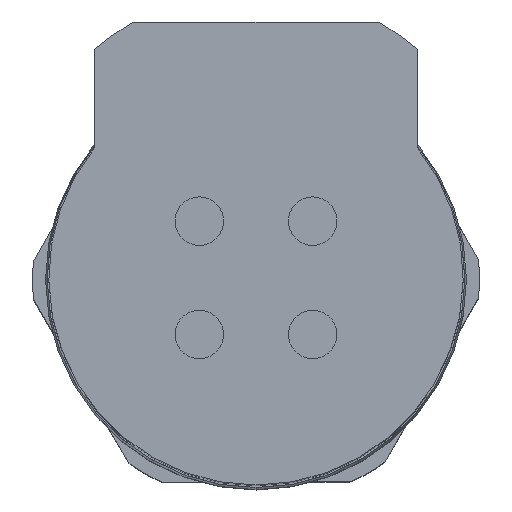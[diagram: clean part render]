
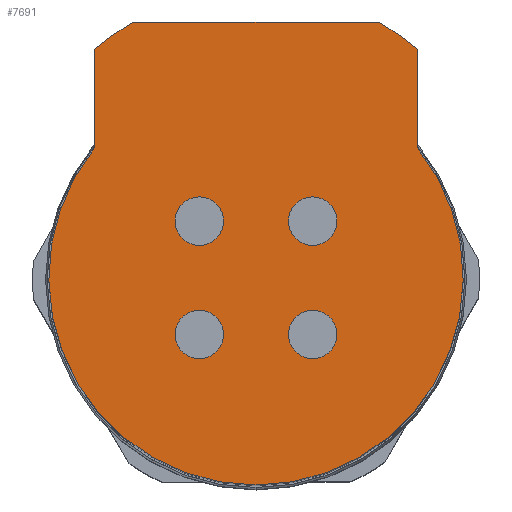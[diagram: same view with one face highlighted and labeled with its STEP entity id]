
A CAD part, top view. The second image highlights one B-rep face of the part: STEP entity #7691.
In plain terms, the highlighted planar face has unit normal (0, 0, 1).
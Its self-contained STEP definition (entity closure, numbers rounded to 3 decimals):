
#23=CARTESIAN_POINT('',(0.,0.,4.6));
#24=DIRECTION('',(0.,0.,1.));
#25=DIRECTION('',(-0.779,0.627,0.));
#26=AXIS2_PLACEMENT_3D('',#23,#24,#25);
#2834=DIRECTION('',(0.,-1.,0.));
#2835=VECTOR('',#2834,6.08);
#2836=CARTESIAN_POINT('',(-9.975,14.101,4.6));
#2837=LINE('',#2836,#2835);
#2838=CARTESIAN_POINT('',(0.,2.5,4.6));
#2839=DIRECTION('',(0.,0.,1.));
#2840=DIRECTION('',(-0.494,0.869,0.));
#2841=AXIS2_PLACEMENT_3D('',#2838,#2839,#2840);
#2843=DIRECTION('',(-1.,0.,0.));
#2844=VECTOR('',#2843,15.126);
#2845=CARTESIAN_POINT('',(7.563,15.8,4.6));
#2846=LINE('',#2845,#2844);
#2847=CARTESIAN_POINT('',(0.,2.5,4.6));
#2848=DIRECTION('',(0.,0.,1.));
#2849=DIRECTION('',(0.652,0.758,0.));
#2850=AXIS2_PLACEMENT_3D('',#2847,#2848,#2849);
#2852=DIRECTION('',(0.,1.,0.));
#2853=VECTOR('',#2852,6.08);
#2854=CARTESIAN_POINT('',(9.975,8.021,4.6));
#2855=LINE('',#2854,#2853);
#2856=CARTESIAN_POINT('',(-3.5,3.5,4.6));
#2857=DIRECTION('',(0.,0.,1.));
#2858=DIRECTION('',(1.,0.,0.));
#2859=AXIS2_PLACEMENT_3D('',#2856,#2857,#2858);
#2861=CARTESIAN_POINT('',(-3.5,3.5,4.6));
#2862=DIRECTION('',(0.,0.,1.));
#2863=DIRECTION('',(-1.,0.,0.));
#2864=AXIS2_PLACEMENT_3D('',#2861,#2862,#2863);
#2866=CARTESIAN_POINT('',(3.5,3.5,4.6));
#2867=DIRECTION('',(0.,0.,1.));
#2868=DIRECTION('',(1.,0.,0.));
#2869=AXIS2_PLACEMENT_3D('',#2866,#2867,#2868);
#2871=CARTESIAN_POINT('',(3.5,3.5,4.6));
#2872=DIRECTION('',(0.,0.,1.));
#2873=DIRECTION('',(-1.,0.,0.));
#2874=AXIS2_PLACEMENT_3D('',#2871,#2872,#2873);
#2876=CARTESIAN_POINT('',(-3.5,-3.5,4.6));
#2877=DIRECTION('',(0.,0.,1.));
#2878=DIRECTION('',(1.,0.,0.));
#2879=AXIS2_PLACEMENT_3D('',#2876,#2877,#2878);
#2881=CARTESIAN_POINT('',(-3.5,-3.5,4.6));
#2882=DIRECTION('',(0.,0.,1.));
#2883=DIRECTION('',(-1.,0.,0.));
#2884=AXIS2_PLACEMENT_3D('',#2881,#2882,#2883);
#2886=CARTESIAN_POINT('',(3.5,-3.5,4.6));
#2887=DIRECTION('',(0.,0.,1.));
#2888=DIRECTION('',(1.,0.,0.));
#2889=AXIS2_PLACEMENT_3D('',#2886,#2887,#2888);
#2891=CARTESIAN_POINT('',(3.5,-3.5,4.6));
#2892=DIRECTION('',(0.,0.,1.));
#2893=DIRECTION('',(-1.,0.,0.));
#2894=AXIS2_PLACEMENT_3D('',#2891,#2892,#2893);
#2988=CARTESIAN_POINT('',(9.975,14.101,4.6));
#2989=CARTESIAN_POINT('',(7.563,15.8,4.6));
#2990=VERTEX_POINT('',#2988);
#2991=VERTEX_POINT('',#2989);
#2992=CARTESIAN_POINT('',(-7.563,15.8,4.6));
#2993=VERTEX_POINT('',#2992);
#2994=CARTESIAN_POINT('',(-9.975,14.101,4.6));
#2995=VERTEX_POINT('',#2994);
#3004=CARTESIAN_POINT('',(9.975,8.021,4.6));
#3005=VERTEX_POINT('',#3004);
#3006=CARTESIAN_POINT('',(-9.975,8.021,4.6));
#3007=VERTEX_POINT('',#3006);
#3549=CARTESIAN_POINT('',(-2.,3.5,4.6));
#3550=CARTESIAN_POINT('',(-5.,3.5,4.6));
#3551=VERTEX_POINT('',#3549);
#3552=VERTEX_POINT('',#3550);
#3553=CARTESIAN_POINT('',(5.,3.5,4.6));
#3554=CARTESIAN_POINT('',(2.,3.5,4.6));
#3555=VERTEX_POINT('',#3553);
#3556=VERTEX_POINT('',#3554);
#3557=CARTESIAN_POINT('',(-2.,-3.5,4.6));
#3558=CARTESIAN_POINT('',(-5.,-3.5,4.6));
#3559=VERTEX_POINT('',#3557);
#3560=VERTEX_POINT('',#3558);
#3561=CARTESIAN_POINT('',(5.,-3.5,4.6));
#3562=CARTESIAN_POINT('',(2.,-3.5,4.6));
#3563=VERTEX_POINT('',#3561);
#3564=VERTEX_POINT('',#3562);
#7650=CARTESIAN_POINT('',(0.,0.,4.6));
#7651=DIRECTION('',(0.,0.,1.));
#7652=DIRECTION('',(0.,1.,0.));
#7653=AXIS2_PLACEMENT_3D('',#7650,#7651,#7652);
#7654=PLANE('',#7653);
#7655=ORIENTED_EDGE('',*,*,#3683,.F.);
#7657=ORIENTED_EDGE('',*,*,#7656,.F.);
#7659=ORIENTED_EDGE('',*,*,#7658,.F.);
#7661=ORIENTED_EDGE('',*,*,#7660,.F.);
#7663=ORIENTED_EDGE('',*,*,#7662,.F.);
#7664=ORIENTED_EDGE('',*,*,#4879,.F.);
#7665=EDGE_LOOP('',(#7655,#7657,#7659,#7661,#7663,#7664));
#7666=FACE_OUTER_BOUND('',#7665,.F.);
#7668=ORIENTED_EDGE('',*,*,#7667,.T.);
#7670=ORIENTED_EDGE('',*,*,#7669,.T.);
#7671=EDGE_LOOP('',(#7668,#7670));
#7672=FACE_BOUND('',#7671,.F.);
#7674=ORIENTED_EDGE('',*,*,#7673,.T.);
#7676=ORIENTED_EDGE('',*,*,#7675,.T.);
#7677=EDGE_LOOP('',(#7674,#7676));
#7678=FACE_BOUND('',#7677,.F.);
#7680=ORIENTED_EDGE('',*,*,#7679,.T.);
#7682=ORIENTED_EDGE('',*,*,#7681,.T.);
#7683=EDGE_LOOP('',(#7680,#7682));
#7684=FACE_BOUND('',#7683,.F.);
#7686=ORIENTED_EDGE('',*,*,#7685,.T.);
#7688=ORIENTED_EDGE('',*,*,#7687,.T.);
#7689=EDGE_LOOP('',(#7686,#7688));
#7690=FACE_BOUND('',#7689,.F.);
#7691=ADVANCED_FACE('',(#7666,#7672,#7678,#7684,#7690),#7654,.T.);
#27=CIRCLE('',#26,12.8);
#2842=CIRCLE('',#2841,15.3);
#2851=CIRCLE('',#2850,15.3);
#2860=CIRCLE('',#2859,1.5);
#2865=CIRCLE('',#2864,1.5);
#2870=CIRCLE('',#2869,1.5);
#2875=CIRCLE('',#2874,1.5);
#2880=CIRCLE('',#2879,1.5);
#2885=CIRCLE('',#2884,1.5);
#2890=CIRCLE('',#2889,1.5);
#2895=CIRCLE('',#2894,1.5);
#3683=EDGE_CURVE('',#3007,#3005,#27,.T.);
#4879=EDGE_CURVE('',#3005,#2990,#2855,.T.);
#7656=EDGE_CURVE('',#2995,#3007,#2837,.T.);
#7658=EDGE_CURVE('',#2993,#2995,#2842,.T.);
#7660=EDGE_CURVE('',#2991,#2993,#2846,.T.);
#7662=EDGE_CURVE('',#2990,#2991,#2851,.T.);
#7667=EDGE_CURVE('',#3551,#3552,#2860,.T.);
#7669=EDGE_CURVE('',#3552,#3551,#2865,.T.);
#7673=EDGE_CURVE('',#3555,#3556,#2870,.T.);
#7675=EDGE_CURVE('',#3556,#3555,#2875,.T.);
#7679=EDGE_CURVE('',#3559,#3560,#2880,.T.);
#7681=EDGE_CURVE('',#3560,#3559,#2885,.T.);
#7685=EDGE_CURVE('',#3563,#3564,#2890,.T.);
#7687=EDGE_CURVE('',#3564,#3563,#2895,.T.);
